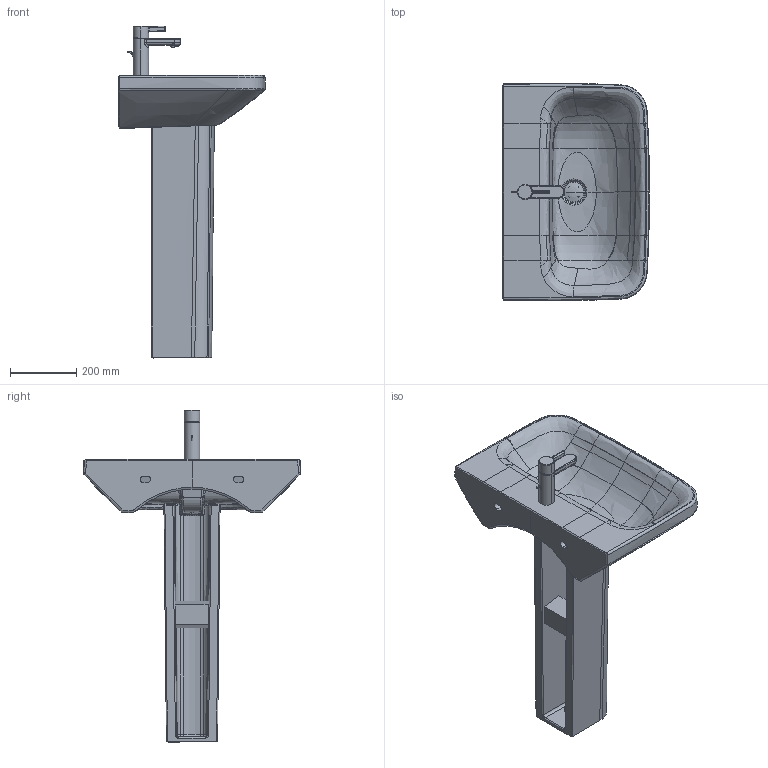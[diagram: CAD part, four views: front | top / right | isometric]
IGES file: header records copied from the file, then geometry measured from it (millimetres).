
Global section: file name: No Iges File Name specified; native system: Autodesk Inventor 2011; preprocessor: AutoDesk Inventor Iges Exporter R2011; author: Administrator; date: 20130527.180111; units: millimetre
Bounding box: 441.55 x 653.61 x 998.71 mm (x, y, z)
Volume: 24156247.7 mm3; surface area: 1746440.3 mm2
Topology: 8 solids, 8 shells, 529 faces, 1340 edges, 821 vertices
Faces by surface type: bspline 307, plane 88, cylinder 55, revolution 48, torus 19, sphere 8, cone 4
